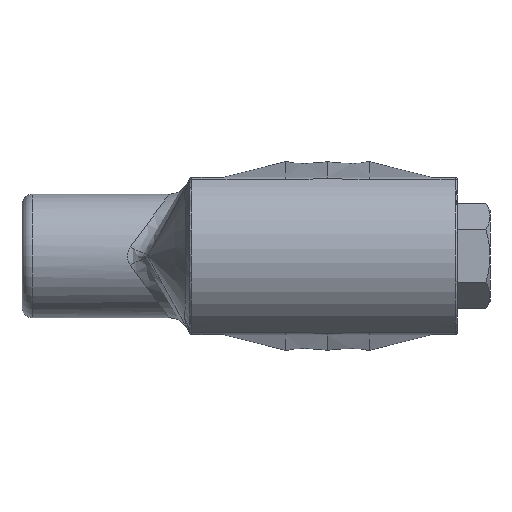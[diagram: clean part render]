
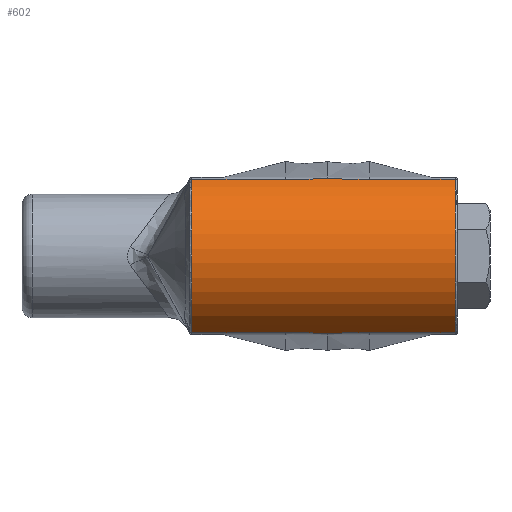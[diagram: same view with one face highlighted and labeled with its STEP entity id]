
A CAD part, left-side view. The second image highlights one B-rep face of the part: STEP entity #602.
In plain terms, the highlighted cylindrical face has radius 10.4 mm (diameter 20.8 mm), a partial arc.
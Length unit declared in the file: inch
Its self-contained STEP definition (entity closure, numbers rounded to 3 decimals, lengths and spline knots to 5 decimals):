
#82 = LINE ( 'NONE', #2168, #947 ) ;
#98 = VECTOR ( 'NONE', #3165, 39.37008 ) ;
#139 = CARTESIAN_POINT ( 'NONE',  ( -0.73718, 0.6758, 0.36696 ) ) ;
#356 = CARTESIAN_POINT ( 'NONE',  ( -0.73718, 0.3242, -0.36696 ) ) ;
#399 = CARTESIAN_POINT ( 'NONE',  ( -0.73533, 0.5, -0.36787 ) ) ;
#413 = CARTESIAN_POINT ( 'NONE',  ( -0.73736, 1.14748, 0.36687 ) ) ;
#427 = AXIS2_PLACEMENT_3D ( 'NONE', #3083, #3028, #1128 ) ;
#529 = CARTESIAN_POINT ( 'NONE',  ( -0.73582, 0.53727, 0.36763 ) ) ;
#602 = ADVANCED_FACE ( 'NONE', ( #2861 ), #1268, .T. ) ;
#632 = CARTESIAN_POINT ( 'NONE',  ( -0.73603, 0.55591, -0.36753 ) ) ;
#644 = CARTESIAN_POINT ( 'NONE',  ( -0.73654, 0.60387, -0.36728 ) ) ;
#649 = VECTOR ( 'NONE', #4277, 39.37008 ) ;
#750 = CARTESIAN_POINT ( 'NONE',  ( -0.73736, -0.11, 0.36687 ) ) ;
#753 = CARTESIAN_POINT ( 'NONE',  ( -0.73736, 0.30022, -0.36687 ) ) ;
#797 = VERTEX_POINT ( 'NONE', #413 ) ;
#857 = ORIENTED_EDGE ( 'NONE', *, *, #4126, .T. ) ;
#927 = CARTESIAN_POINT ( 'NONE',  ( -0.73654, 0.60387, 0.36728 ) ) ;
#947 = VECTOR ( 'NONE', #1657, 39.37008 ) ;
#976 = CARTESIAN_POINT ( 'NONE',  ( -0.73676, 0.62784, -0.36717 ) ) ;
#1050 = ORIENTED_EDGE ( 'NONE', *, *, #3007, .F. ) ;
#1053 = DIRECTION ( 'NONE',  ( 0., -1., 0. ) ) ;
#1128 = DIRECTION ( 'NONE',  ( 0., 0., -1. ) ) ;
#1138 = CIRCLE ( 'NONE', #427, 0.40945 ) ;
#1164 = CARTESIAN_POINT ( 'NONE',  ( -0.73736, 0.30022, 0.36687 ) ) ;
#1165 = CARTESIAN_POINT ( 'NONE',  ( -0.73736, 1.14748, -0.36687 ) ) ;
#1261 = CARTESIAN_POINT ( 'NONE',  ( -0.73603, 0.44409, 0.36753 ) ) ;
#1268 = CYLINDRICAL_SURFACE ( 'NONE', #3957, 0.40945 ) ;
#1412 = CARTESIAN_POINT ( 'NONE',  ( -0.73718, 0.6758, -0.36696 ) ) ;
#1471 = CARTESIAN_POINT ( 'NONE',  ( -0.73533, 0.5, -0.36787 ) ) ;
#1504 = B_SPLINE_CURVE_WITH_KNOTS ( 'NONE', 3,
 ( #399, #3162, #5035, #4699, #2357, #3555, #1914, #2310, #356, #753 ),
 .UNSPECIFIED., .F., .F.,
 ( 4, 3, 3, 4 ),
 ( 0., 0.00142, 0.00325, 0.00507 ),
 .UNSPECIFIED. ) ;
#1509 = ORIENTED_EDGE ( 'NONE', *, *, #4714, .T. ) ;
#1557 = CARTESIAN_POINT ( 'NONE',  ( -0.73718, 0.3242, 0.36696 ) ) ;
#1578 = VERTEX_POINT ( 'NONE', #3678 ) ;
#1648 = VERTEX_POINT ( 'NONE', #4507 ) ;
#1657 = DIRECTION ( 'NONE',  ( 0., 1., 0. ) ) ;
#1662 = CARTESIAN_POINT ( 'NONE',  ( -0.73582, 0.46273, 0.36763 ) ) ;
#1713 = ORIENTED_EDGE ( 'NONE', *, *, #1964, .T. ) ;
#1762 = CARTESIAN_POINT ( 'NONE',  ( -0.73533, 0.5, 0.36787 ) ) ;
#1765 = CARTESIAN_POINT ( 'NONE',  ( -0.73736, 0.69978, -0.36687 ) ) ;
#1795 = CARTESIAN_POINT ( 'NONE',  ( -0.73698, 0.65182, -0.36706 ) ) ;
#1803 = EDGE_CURVE ( 'NONE', #797, #4896, #4860, .T. ) ;
#1804 = LINE ( 'NONE', #3075, #3341 ) ;
#1806 = CARTESIAN_POINT ( 'NONE',  ( -0.55555, 0.5, 0. ) ) ;
#1821 = B_SPLINE_CURVE_WITH_KNOTS ( 'NONE', 3,
 ( #4438, #139, #2113, #2893, #927, #3690, #2879, #529, #3665, #1762 ),
 .UNSPECIFIED., .F., .F.,
 ( 4, 3, 3, 4 ),
 ( 0., 0.00183, 0.00365, 0.00507 ),
 .UNSPECIFIED. ) ;
#1851 = CARTESIAN_POINT ( 'NONE',  ( -0.55555, 1.14748, 0. ) ) ;
#1914 = CARTESIAN_POINT ( 'NONE',  ( -0.73676, 0.37216, -0.36717 ) ) ;
#1964 = EDGE_CURVE ( 'NONE', #2273, #1578, #1504, .T. ) ;
#2001 = CARTESIAN_POINT ( 'NONE',  ( -0.73736, 0.69978, -0.36687 ) ) ;
#2004 = EDGE_CURVE ( 'NONE', #4545, #1648, #2677, .T. ) ;
#2014 = ORIENTED_EDGE ( 'NONE', *, *, #4905, .F. ) ;
#2113 = CARTESIAN_POINT ( 'NONE',  ( -0.73698, 0.65182, 0.36706 ) ) ;
#2168 = CARTESIAN_POINT ( 'NONE',  ( -0.73736, 0.5, -0.36687 ) ) ;
#2177 = CARTESIAN_POINT ( 'NONE',  ( -0.7363, 0.57989, -0.36739 ) ) ;
#2196 = VERTEX_POINT ( 'NONE', #750 ) ;
#2218 = DIRECTION ( 'NONE',  ( 0., 0., -1. ) ) ;
#2222 = EDGE_CURVE ( 'NONE', #1578, #4639, #1804, .T. ) ;
#2273 = VERTEX_POINT ( 'NONE', #1471 ) ;
#2310 = CARTESIAN_POINT ( 'NONE',  ( -0.73698, 0.34818, -0.36706 ) ) ;
#2357 = CARTESIAN_POINT ( 'NONE',  ( -0.7363, 0.42011, -0.36739 ) ) ;
#2408 = CARTESIAN_POINT ( 'NONE',  ( -0.73533, 0.5, 0.36787 ) ) ;
#2454 = CARTESIAN_POINT ( 'NONE',  ( -0.73736, 0.30022, 0.36687 ) ) ;
#2622 = ORIENTED_EDGE ( 'NONE', *, *, #1803, .T. ) ;
#2677 = B_SPLINE_CURVE_WITH_KNOTS ( 'NONE', 3,
 ( #1164, #1557, #3320, #4394, #3179, #3239, #1261, #1662, #3571, #2408 ),
 .UNSPECIFIED., .F., .F.,
 ( 4, 3, 3, 4 ),
 ( 0., 0.00183, 0.00365, 0.00507 ),
 .UNSPECIFIED. ) ;
#2861 = FACE_OUTER_BOUND ( 'NONE', #3418, .T. ) ;
#2879 = CARTESIAN_POINT ( 'NONE',  ( -0.73603, 0.55591, 0.36753 ) ) ;
#2893 = CARTESIAN_POINT ( 'NONE',  ( -0.73676, 0.62784, 0.36717 ) ) ;
#2944 = CARTESIAN_POINT ( 'NONE',  ( -0.73736, -0.11, -0.36687 ) ) ;
#3007 = EDGE_CURVE ( 'NONE', #4113, #4896, #82, .T. ) ;
#3028 = DIRECTION ( 'NONE',  ( 0., 1., 0. ) ) ;
#3075 = CARTESIAN_POINT ( 'NONE',  ( -0.73736, 0.5, -0.36687 ) ) ;
#3083 = CARTESIAN_POINT ( 'NONE',  ( -0.55555, -0.11, 0. ) ) ;
#3162 = CARTESIAN_POINT ( 'NONE',  ( -0.73559, 0.48136, -0.36774 ) ) ;
#3165 = DIRECTION ( 'NONE',  ( 0., -1., 0. ) ) ;
#3179 = CARTESIAN_POINT ( 'NONE',  ( -0.73654, 0.39613, 0.36728 ) ) ;
#3225 = LINE ( 'NONE', #3930, #98 ) ;
#3239 = CARTESIAN_POINT ( 'NONE',  ( -0.7363, 0.42011, 0.36739 ) ) ;
#3320 = CARTESIAN_POINT ( 'NONE',  ( -0.73698, 0.34818, 0.36706 ) ) ;
#3341 = VECTOR ( 'NONE', #3821, 39.37008 ) ;
#3418 = EDGE_LOOP ( 'NONE', ( #2014, #2622, #1050, #3549, #1713, #3531, #1509, #857, #4361, #3496 ) ) ;
#3496 = ORIENTED_EDGE ( 'NONE', *, *, #3856, .F. ) ;
#3528 = LINE ( 'NONE', #5074, #649 ) ;
#3531 = ORIENTED_EDGE ( 'NONE', *, *, #2222, .T. ) ;
#3549 = ORIENTED_EDGE ( 'NONE', *, *, #4674, .F. ) ;
#3555 = CARTESIAN_POINT ( 'NONE',  ( -0.73654, 0.39613, -0.36728 ) ) ;
#3571 = CARTESIAN_POINT ( 'NONE',  ( -0.73559, 0.48136, 0.36774 ) ) ;
#3665 = CARTESIAN_POINT ( 'NONE',  ( -0.73559, 0.51864, 0.36774 ) ) ;
#3678 = CARTESIAN_POINT ( 'NONE',  ( -0.73736, 0.30022, -0.36687 ) ) ;
#3690 = CARTESIAN_POINT ( 'NONE',  ( -0.7363, 0.57989, 0.36739 ) ) ;
#3761 = CARTESIAN_POINT ( 'NONE',  ( -0.73582, 0.53727, -0.36763 ) ) ;
#3781 = AXIS2_PLACEMENT_3D ( 'NONE', #1851, #1053, #4959 ) ;
#3821 = DIRECTION ( 'NONE',  ( 0., -1., 0. ) ) ;
#3856 = EDGE_CURVE ( 'NONE', #4203, #1648, #1821, .T. ) ;
#3930 = CARTESIAN_POINT ( 'NONE',  ( -0.73736, 0.5, 0.36687 ) ) ;
#3957 = AXIS2_PLACEMENT_3D ( 'NONE', #1806, #4175, #2218 ) ;
#4113 = VERTEX_POINT ( 'NONE', #2001 ) ;
#4126 = EDGE_CURVE ( 'NONE', #2196, #4545, #3528, .T. ) ;
#4175 = DIRECTION ( 'NONE',  ( 0., -1., 0. ) ) ;
#4203 = VERTEX_POINT ( 'NONE', #4391 ) ;
#4277 = DIRECTION ( 'NONE',  ( 0., 1., 0. ) ) ;
#4361 = ORIENTED_EDGE ( 'NONE', *, *, #2004, .T. ) ;
#4391 = CARTESIAN_POINT ( 'NONE',  ( -0.73736, 0.69978, 0.36687 ) ) ;
#4394 = CARTESIAN_POINT ( 'NONE',  ( -0.73676, 0.37216, 0.36717 ) ) ;
#4438 = CARTESIAN_POINT ( 'NONE',  ( -0.73736, 0.69978, 0.36687 ) ) ;
#4483 = B_SPLINE_CURVE_WITH_KNOTS ( 'NONE', 3,
 ( #4906, #4524, #3761, #632, #2177, #644, #976, #1795, #1412, #1765 ),
 .UNSPECIFIED., .F., .F.,
 ( 4, 3, 3, 4 ),
 ( 0., 0.00142, 0.00325, 0.00507 ),
 .UNSPECIFIED. ) ;
#4507 = CARTESIAN_POINT ( 'NONE',  ( -0.73533, 0.5, 0.36787 ) ) ;
#4524 = CARTESIAN_POINT ( 'NONE',  ( -0.73559, 0.51864, -0.36774 ) ) ;
#4545 = VERTEX_POINT ( 'NONE', #2454 ) ;
#4639 = VERTEX_POINT ( 'NONE', #2944 ) ;
#4674 = EDGE_CURVE ( 'NONE', #2273, #4113, #4483, .T. ) ;
#4699 = CARTESIAN_POINT ( 'NONE',  ( -0.73603, 0.44409, -0.36753 ) ) ;
#4714 = EDGE_CURVE ( 'NONE', #4639, #2196, #1138, .T. ) ;
#4860 = CIRCLE ( 'NONE', #3781, 0.40945 ) ;
#4896 = VERTEX_POINT ( 'NONE', #1165 ) ;
#4905 = EDGE_CURVE ( 'NONE', #797, #4203, #3225, .T. ) ;
#4906 = CARTESIAN_POINT ( 'NONE',  ( -0.73533, 0.5, -0.36787 ) ) ;
#4959 = DIRECTION ( 'NONE',  ( 0., 0., 1. ) ) ;
#5035 = CARTESIAN_POINT ( 'NONE',  ( -0.73582, 0.46273, -0.36763 ) ) ;
#5074 = CARTESIAN_POINT ( 'NONE',  ( -0.73736, 0.5, 0.36687 ) ) ;
